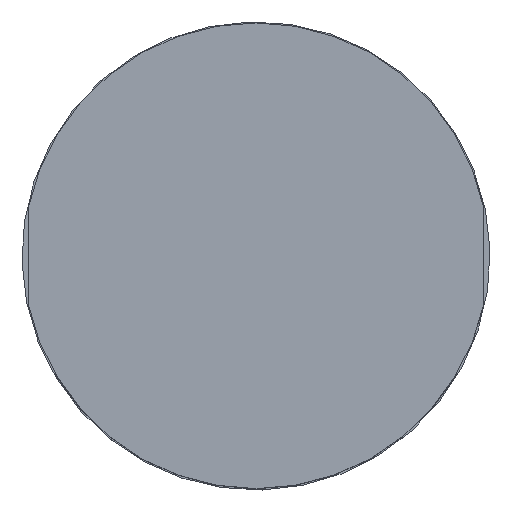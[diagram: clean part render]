
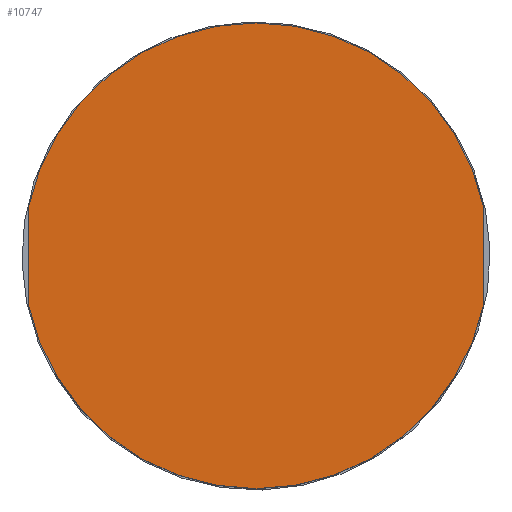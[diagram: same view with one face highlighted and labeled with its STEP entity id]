
A CAD part, top view. The second image highlights one B-rep face of the part: STEP entity #10747.
In plain terms, the highlighted planar face has unit normal (0, 0, 1).
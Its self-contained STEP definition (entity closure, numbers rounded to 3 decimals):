
#243 = DIRECTION ( 'NONE',  ( 0., 0., 1. ) ) ;
#310 = DIRECTION ( 'NONE',  ( 0., 1., 0. ) ) ;
#336 = CARTESIAN_POINT ( 'NONE',  ( -93., -19.391, 59. ) ) ;
#1708 = VERTEX_POINT ( 'NONE', #8386 ) ;
#2247 = EDGE_LOOP ( 'NONE', ( #10897, #3980, #10769, #3332 ) ) ;
#2463 = CARTESIAN_POINT ( 'NONE',  ( 0., 0., 59. ) ) ;
#2653 = VECTOR ( 'NONE', #310, 1000. ) ;
#2657 = EDGE_CURVE ( 'Defeature ausgef�hrt1_104+Defeature ausgef�hrt1_100+Defeature ausgef�hrt1_103+Defeature ausgef�hrt1_102', #1708, #7278, #10853, .T. ) ;
#2960 = CARTESIAN_POINT ( 'NONE',  ( 93., -19.391, 59. ) ) ;
#3099 = EDGE_CURVE ( 'Defeature ausgef�hrt1_102+Defeature ausgef�hrt1_104+Defeature ausgef�hrt1_99+Defeature ausgef�hrt1_100', #5510, #7278, #10028, .T. ) ;
#3332 = ORIENTED_EDGE ( 'NONE', *, *, #2657, .T. ) ;
#3960 = EDGE_CURVE ( 'Defeature ausgef�hrt1_103+Defeature ausgef�hrt1_104+Defeature ausgef�hrt1_100+Defeature ausgef�hrt1_99', #1708, #7866, #7388, .T. ) ;
#3980 = ORIENTED_EDGE ( 'NONE', *, *, #4153, .T. ) ;
#4153 = EDGE_CURVE ( 'Defeature ausgef�hrt1_104+Defeature ausgef�hrt1_99+Defeature ausgef�hrt1_102+Defeature ausgef�hrt1_103', #5510, #7866, #9865, .T. ) ;
#4316 = DIRECTION ( 'NONE',  ( 0., 0., 1. ) ) ;
#4422 = AXIS2_PLACEMENT_3D ( 'NONE', #7469, #6684, #6884 ) ;
#5222 = DIRECTION ( 'NONE',  ( 0., -1., 0. ) ) ;
#5411 = CARTESIAN_POINT ( 'NONE',  ( -93., 55.752, 59. ) ) ;
#5510 = VERTEX_POINT ( 'NONE', #336 ) ;
#6635 = CARTESIAN_POINT ( 'NONE',  ( -93., 19.391, 59. ) ) ;
#6684 = DIRECTION ( 'NONE',  ( 0., 0., 1. ) ) ;
#6687 = VECTOR ( 'NONE', #5222, 1000. ) ;
#6884 = DIRECTION ( 'NONE',  ( 1., 0., 0. ) ) ;
#7233 = DIRECTION ( 'NONE',  ( 1., 0., 0. ) ) ;
#7278 = VERTEX_POINT ( 'NONE', #6635 ) ;
#7388 = LINE ( 'NONE', #8705, #6687 ) ;
#7469 = CARTESIAN_POINT ( 'NONE',  ( 0., 0., 59. ) ) ;
#7692 = PLANE ( 'NONE',  #8538 ) ;
#7866 = VERTEX_POINT ( 'NONE', #2960 ) ;
#8386 = CARTESIAN_POINT ( 'NONE',  ( 93., 19.391, 59. ) ) ;
#8472 = FACE_OUTER_BOUND ( 'NONE', #2247, .T. ) ;
#8538 = AXIS2_PLACEMENT_3D ( 'NONE', #2463, #4316, #9469 ) ;
#8705 = CARTESIAN_POINT ( 'NONE',  ( 93., 55.752, 59. ) ) ;
#9469 = DIRECTION ( 'NONE',  ( 1., 0., 0. ) ) ;
#9865 = CIRCLE ( 'NONE', #10152, 95. ) ;
#10028 = LINE ( 'NONE', #5411, #2653 ) ;
#10152 = AXIS2_PLACEMENT_3D ( 'NONE', #10734, #243, #7233 ) ;
#10734 = CARTESIAN_POINT ( 'NONE',  ( 0., 0., 59. ) ) ;
#10747 = ADVANCED_FACE ( 'Defeature ausgef�hrt1_104', ( #8472 ), #7692, .T. ) ;
#10769 = ORIENTED_EDGE ( 'NONE', *, *, #3960, .F. ) ;
#10853 = CIRCLE ( 'NONE', #4422, 95. ) ;
#10897 = ORIENTED_EDGE ( 'NONE', *, *, #3099, .F. ) ;
